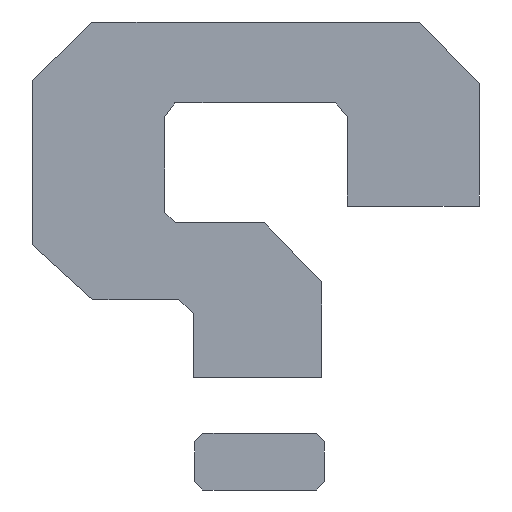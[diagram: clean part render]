
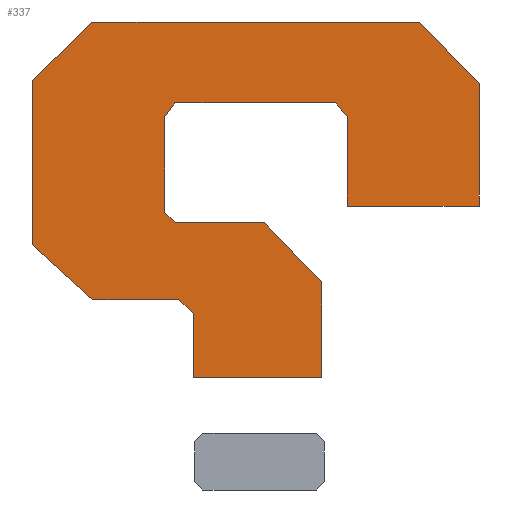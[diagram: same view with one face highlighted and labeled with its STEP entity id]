
A CAD part, front view. The second image highlights one B-rep face of the part: STEP entity #337.
In plain terms, the highlighted planar face has unit normal (0, -1, 0).
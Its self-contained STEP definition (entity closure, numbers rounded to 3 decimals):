
#27 = DIRECTION ( 'NONE',  ( 0.718, 0., 0.696 ) ) ;
#36 = VECTOR ( 'NONE', #256, 1000. ) ;
#39 = CARTESIAN_POINT ( 'NONE',  ( -3.279, 0., 15.921 ) ) ;
#42 = VERTEX_POINT ( 'NONE', #196 ) ;
#43 = DIRECTION ( 'NONE',  ( -1., 0., 0. ) ) ;
#44 = CARTESIAN_POINT ( 'NONE',  ( 13.51, 0., 7.715 ) ) ;
#46 = CARTESIAN_POINT ( 'NONE',  ( -9.888, 0., 24.639 ) ) ;
#54 = LINE ( 'NONE', #228, #472 ) ;
#55 = CARTESIAN_POINT ( 'NONE',  ( -0.644, 0., -8.068 ) ) ;
#57 = ORIENTED_EDGE ( 'NONE', *, *, #394, .F. ) ;
#90 = LINE ( 'NONE', #404, #174 ) ;
#101 = CARTESIAN_POINT ( 'NONE',  ( 11.136, 0., -8.068 ) ) ;
#111 = ORIENTED_EDGE ( 'NONE', *, *, #592, .F. ) ;
#114 = LINE ( 'NONE', #436, #710 ) ;
#116 = ORIENTED_EDGE ( 'NONE', *, *, #186, .F. ) ;
#117 = CARTESIAN_POINT ( 'NONE',  ( 20.154, 0., 24.639 ) ) ;
#118 = EDGE_CURVE ( 'NONE', #249, #169, #697, .T. ) ;
#122 = VECTOR ( 'NONE', #836, 1000. ) ;
#130 = CARTESIAN_POINT ( 'NONE',  ( -0.644, 0., -2.14 ) ) ;
#131 = VERTEX_POINT ( 'NONE', #46 ) ;
#132 = CARTESIAN_POINT ( 'NONE',  ( 13.51, 0., 15.938 ) ) ;
#143 = CARTESIAN_POINT ( 'NONE',  ( -15.419, 0., 19.275 ) ) ;
#152 = VECTOR ( 'NONE', #715, 1000. ) ;
#164 = ORIENTED_EDGE ( 'NONE', *, *, #433, .F. ) ;
#169 = VERTEX_POINT ( 'NONE', #537 ) ;
#171 = VECTOR ( 'NONE', #956, 1000. ) ;
#173 = CARTESIAN_POINT ( 'NONE',  ( 25.638, 0., 7.715 ) ) ;
#174 = VECTOR ( 'NONE', #331, 1000. ) ;
#178 = ORIENTED_EDGE ( 'NONE', *, *, #962, .F. ) ;
#184 = CARTESIAN_POINT ( 'NONE',  ( 25.638, 0., 18.986 ) ) ;
#185 = DIRECTION ( 'NONE',  ( 0., 0., -1. ) ) ;
#186 = EDGE_CURVE ( 'NONE', #561, #643, #382, .T. ) ;
#196 = CARTESIAN_POINT ( 'NONE',  ( 12.442, 0., 17.198 ) ) ;
#199 = CARTESIAN_POINT ( 'NONE',  ( -9.895, 0., -0.907 ) ) ;
#209 = ORIENTED_EDGE ( 'NONE', *, *, #443, .F. ) ;
#213 = ORIENTED_EDGE ( 'NONE', *, *, #326, .F. ) ;
#216 = EDGE_CURVE ( 'NONE', #387, #533, #690, .T. ) ;
#228 = CARTESIAN_POINT ( 'NONE',  ( -2.353, 0., 17.198 ) ) ;
#237 = VERTEX_POINT ( 'NONE', #101 ) ;
#249 = VERTEX_POINT ( 'NONE', #886 ) ;
#256 = DIRECTION ( 'NONE',  ( 0.696, 0., -0.718 ) ) ;
#268 = DIRECTION ( 'NONE',  ( -1., 0., 0. ) ) ;
#271 = LINE ( 'NONE', #606, #1026 ) ;
#273 = LINE ( 'NONE', #685, #828 ) ;
#285 = DIRECTION ( 'NONE',  ( 0., 0., 1. ) ) ;
#288 = LINE ( 'NONE', #184, #942 ) ;
#289 = CARTESIAN_POINT ( 'NONE',  ( -1.994, 0., -0.907 ) ) ;
#295 = LINE ( 'NONE', #705, #826 ) ;
#307 = VECTOR ( 'NONE', #704, 1000. ) ;
#314 = LINE ( 'NONE', #132, #959 ) ;
#326 = EDGE_CURVE ( 'NONE', #643, #402, #90, .T. ) ;
#331 = DIRECTION ( 'NONE',  ( -0.738, 0., 0.675 ) ) ;
#337 = ADVANCED_FACE ( 'NONE', ( #968 ), #738, .T. ) ;
#345 = EDGE_CURVE ( 'NONE', #533, #131, #985, .T. ) ;
#350 = ORIENTED_EDGE ( 'NONE', *, *, #1036, .F. ) ;
#356 = VECTOR ( 'NONE', #520, 1000. ) ;
#362 = ORIENTED_EDGE ( 'NONE', *, *, #216, .F. ) ;
#364 = LINE ( 'NONE', #831, #1029 ) ;
#365 = EDGE_CURVE ( 'NONE', #526, #584, #273, .T. ) ;
#372 = ORIENTED_EDGE ( 'NONE', *, *, #785, .F. ) ;
#382 = LINE ( 'NONE', #130, #459 ) ;
#387 = VERTEX_POINT ( 'NONE', #851 ) ;
#389 = CARTESIAN_POINT ( 'NONE',  ( -3.279, 0., 7.153 ) ) ;
#394 = EDGE_CURVE ( 'NONE', #624, #42, #364, .T. ) ;
#402 = VERTEX_POINT ( 'NONE', #289 ) ;
#404 = CARTESIAN_POINT ( 'NONE',  ( -1.994, 0., -0.907 ) ) ;
#410 = LINE ( 'NONE', #728, #36 ) ;
#424 = DIRECTION ( 'NONE',  ( 0., 0., -1. ) ) ;
#433 = EDGE_CURVE ( 'NONE', #884, #991, #760, .T. ) ;
#436 = CARTESIAN_POINT ( 'NONE',  ( -0.644, 0., -8.068 ) ) ;
#438 = ORIENTED_EDGE ( 'NONE', *, *, #530, .F. ) ;
#442 = DIRECTION ( 'NONE',  ( 0.696, 0., -0.718 ) ) ;
#443 = EDGE_CURVE ( 'NONE', #237, #561, #114, .T. ) ;
#449 = DIRECTION ( 'NONE',  ( -0.647, 0., 0.763 ) ) ;
#459 = VECTOR ( 'NONE', #285, 1000. ) ;
#465 = VERTEX_POINT ( 'NONE', #199 ) ;
#472 = VECTOR ( 'NONE', #850, 1000. ) ;
#473 = VECTOR ( 'NONE', #1040, 1000. ) ;
#487 = VERTEX_POINT ( 'NONE', #44 ) ;
#520 = DIRECTION ( 'NONE',  ( 1., 0., 0. ) ) ;
#526 = VERTEX_POINT ( 'NONE', #389 ) ;
#527 = CARTESIAN_POINT ( 'NONE',  ( 20.154, 0., 24.639 ) ) ;
#530 = EDGE_CURVE ( 'NONE', #713, #487, #775, .T. ) ;
#533 = VERTEX_POINT ( 'NONE', #143 ) ;
#537 = CARTESIAN_POINT ( 'NONE',  ( 11.136, 0., 0.749 ) ) ;
#544 = EDGE_CURVE ( 'NONE', #465, #387, #295, .T. ) ;
#546 = CARTESIAN_POINT ( 'NONE',  ( -3.279, 0., 15.921 ) ) ;
#550 = CARTESIAN_POINT ( 'NONE',  ( 25.638, 0., 18.986 ) ) ;
#552 = CARTESIAN_POINT ( 'NONE',  ( 25.638, 0., 7.715 ) ) ;
#557 = VECTOR ( 'NONE', #1034, 1000. ) ;
#559 = ORIENTED_EDGE ( 'NONE', *, *, #766, .F. ) ;
#561 = VERTEX_POINT ( 'NONE', #55 ) ;
#564 = ORIENTED_EDGE ( 'NONE', *, *, #345, .F. ) ;
#569 = EDGE_CURVE ( 'NONE', #991, #526, #781, .T. ) ;
#584 = VERTEX_POINT ( 'NONE', #1024 ) ;
#592 = EDGE_CURVE ( 'NONE', #169, #237, #868, .T. ) ;
#606 = CARTESIAN_POINT ( 'NONE',  ( -9.895, 0., -0.907 ) ) ;
#624 = VERTEX_POINT ( 'NONE', #1030 ) ;
#643 = VERTEX_POINT ( 'NONE', #879 ) ;
#658 = CARTESIAN_POINT ( 'NONE',  ( 0., 0., 0. ) ) ;
#665 = DIRECTION ( 'NONE',  ( 0., -1., 0. ) ) ;
#671 = ORIENTED_EDGE ( 'NONE', *, *, #118, .F. ) ;
#683 = EDGE_LOOP ( 'NONE', ( #559, #350, #564, #362, #933, #792, #213, #116, #209, #111, #671, #372, #743, #747, #164, #178, #57, #834, #438, #859 ) ) ;
#685 = CARTESIAN_POINT ( 'NONE',  ( -2.319, 0., 6.162 ) ) ;
#690 = LINE ( 'NONE', #843, #757 ) ;
#696 = VECTOR ( 'NONE', #27, 1000. ) ;
#697 = LINE ( 'NONE', #777, #473 ) ;
#704 = DIRECTION ( 'NONE',  ( 1., 0., 0. ) ) ;
#705 = CARTESIAN_POINT ( 'NONE',  ( -15.419, 0., 4.141 ) ) ;
#710 = VECTOR ( 'NONE', #268, 1000. ) ;
#713 = VERTEX_POINT ( 'NONE', #173 ) ;
#715 = DIRECTION ( 'NONE',  ( 0., 0., -1. ) ) ;
#717 = LINE ( 'NONE', #840, #356 ) ;
#728 = CARTESIAN_POINT ( 'NONE',  ( 25.638, 0., 18.986 ) ) ;
#738 = PLANE ( 'NONE',  #742 ) ;
#742 = AXIS2_PLACEMENT_3D ( 'NONE', #658, #665, #185 ) ;
#743 = ORIENTED_EDGE ( 'NONE', *, *, #365, .F. ) ;
#747 = ORIENTED_EDGE ( 'NONE', *, *, #569, .F. ) ;
#757 = VECTOR ( 'NONE', #762, 1000. ) ;
#758 = CARTESIAN_POINT ( 'NONE',  ( -2.353, 0., 17.198 ) ) ;
#760 = LINE ( 'NONE', #39, #122 ) ;
#762 = DIRECTION ( 'NONE',  ( 0., 0., 1. ) ) ;
#766 = EDGE_CURVE ( 'NONE', #882, #1035, #410, .T. ) ;
#775 = LINE ( 'NONE', #552, #557 ) ;
#777 = CARTESIAN_POINT ( 'NONE',  ( 11.136, 0., 0.749 ) ) ;
#781 = LINE ( 'NONE', #789, #171 ) ;
#785 = EDGE_CURVE ( 'NONE', #584, #249, #717, .T. ) ;
#789 = CARTESIAN_POINT ( 'NONE',  ( -3.279, 0., 7.153 ) ) ;
#792 = ORIENTED_EDGE ( 'NONE', *, *, #847, .F. ) ;
#826 = VECTOR ( 'NONE', #873, 1000. ) ;
#828 = VECTOR ( 'NONE', #442, 1000. ) ;
#831 = CARTESIAN_POINT ( 'NONE',  ( 12.442, 0., 17.198 ) ) ;
#833 = EDGE_CURVE ( 'NONE', #1035, #713, #288, .T. ) ;
#834 = ORIENTED_EDGE ( 'NONE', *, *, #993, .F. ) ;
#836 = DIRECTION ( 'NONE',  ( -0.587, 0., -0.81 ) ) ;
#840 = CARTESIAN_POINT ( 'NONE',  ( 5.886, 0., 6.162 ) ) ;
#843 = CARTESIAN_POINT ( 'NONE',  ( -15.419, 0., 19.275 ) ) ;
#847 = EDGE_CURVE ( 'NONE', #402, #465, #271, .T. ) ;
#850 = DIRECTION ( 'NONE',  ( -1., 0., 0. ) ) ;
#851 = CARTESIAN_POINT ( 'NONE',  ( -15.419, 0., 4.141 ) ) ;
#854 = DIRECTION ( 'NONE',  ( 0., 0., 1. ) ) ;
#855 = CARTESIAN_POINT ( 'NONE',  ( 11.136, 0., -8.068 ) ) ;
#859 = ORIENTED_EDGE ( 'NONE', *, *, #833, .F. ) ;
#868 = LINE ( 'NONE', #855, #152 ) ;
#873 = DIRECTION ( 'NONE',  ( -0.738, 0., 0.675 ) ) ;
#879 = CARTESIAN_POINT ( 'NONE',  ( -0.644, 0., -2.14 ) ) ;
#882 = VERTEX_POINT ( 'NONE', #117 ) ;
#884 = VERTEX_POINT ( 'NONE', #758 ) ;
#886 = CARTESIAN_POINT ( 'NONE',  ( 5.886, 0., 6.162 ) ) ;
#933 = ORIENTED_EDGE ( 'NONE', *, *, #544, .F. ) ;
#942 = VECTOR ( 'NONE', #424, 1000. ) ;
#950 = LINE ( 'NONE', #527, #307 ) ;
#956 = DIRECTION ( 'NONE',  ( 0., 0., -1. ) ) ;
#959 = VECTOR ( 'NONE', #854, 1000. ) ;
#962 = EDGE_CURVE ( 'NONE', #42, #884, #54, .T. ) ;
#968 = FACE_OUTER_BOUND ( 'NONE', #683, .T. ) ;
#985 = LINE ( 'NONE', #989, #696 ) ;
#989 = CARTESIAN_POINT ( 'NONE',  ( -9.888, 0., 24.639 ) ) ;
#991 = VERTEX_POINT ( 'NONE', #546 ) ;
#993 = EDGE_CURVE ( 'NONE', #487, #624, #314, .T. ) ;
#1024 = CARTESIAN_POINT ( 'NONE',  ( -2.319, 0., 6.162 ) ) ;
#1026 = VECTOR ( 'NONE', #43, 1000. ) ;
#1029 = VECTOR ( 'NONE', #449, 1000. ) ;
#1030 = CARTESIAN_POINT ( 'NONE',  ( 13.51, 0., 15.938 ) ) ;
#1034 = DIRECTION ( 'NONE',  ( -1., 0., 0. ) ) ;
#1035 = VERTEX_POINT ( 'NONE', #550 ) ;
#1036 = EDGE_CURVE ( 'NONE', #131, #882, #950, .T. ) ;
#1040 = DIRECTION ( 'NONE',  ( 0.696, 0., -0.718 ) ) ;
